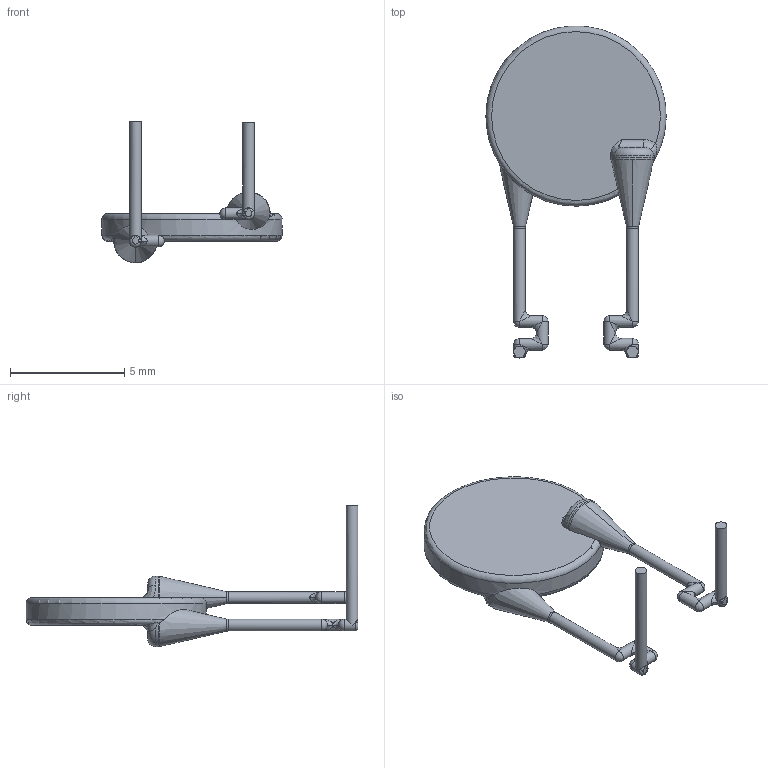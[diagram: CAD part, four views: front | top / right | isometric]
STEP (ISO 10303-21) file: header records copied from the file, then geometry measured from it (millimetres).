
FILE_DESCRIPTION(/* description */ (''),/* implementation_level */ '2;1');
FILE_NAME(/* name */ 'mf-r050_right_angle.step',/* time_stamp */ '2022-02-04T02:12:10-08:00',/* author */ (''),/* organization */ (''),/* preprocessor_version */ 'ST-DEVELOPER v18.1',/* originating_system */ 'Autodesk Translation Framework v10.10.0.1391',/* authorisation */ '');
FILE_SCHEMA (('AUTOMOTIVE_DESIGN { 1 0 10303 214 3 1 1 }'));
Length unit declared in the file: millimetre
Products named in the file (1): (Unsaved)
Bounding box: 7.9 x 14.55 x 6.2 mm (x, y, z)
Volume: 69.8 mm3; surface area: 176.3 mm2
Topology: 1 solids, 1 shells, 81 faces, 200 edges, 117 vertices
Faces by surface type: bspline 30, cylinder 19, torus 12, plane 8, sphere 8, cone 4
Full cylindrical faces by diameter (mm): 0.51 x8, 7.9 x1
Entity records: 5787 total; most frequent: CARTESIAN_POINT 3992, ORIENTED_EDGE 392, DIRECTION 363, EDGE_CURVE 196, AXIS2_PLACEMENT_3D 171, VERTEX_POINT 117, CIRCLE 86, FACE_OUTER_BOUND 81
